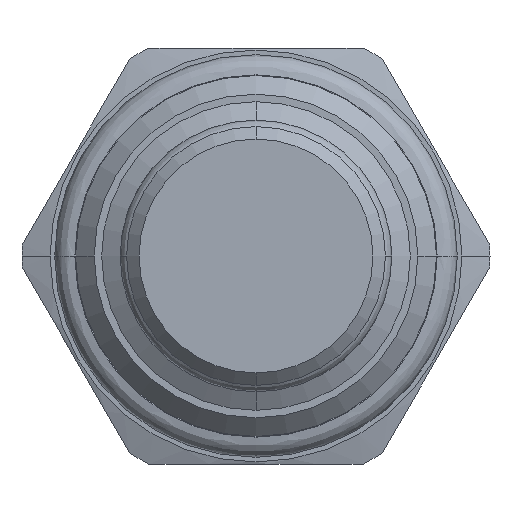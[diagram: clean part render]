
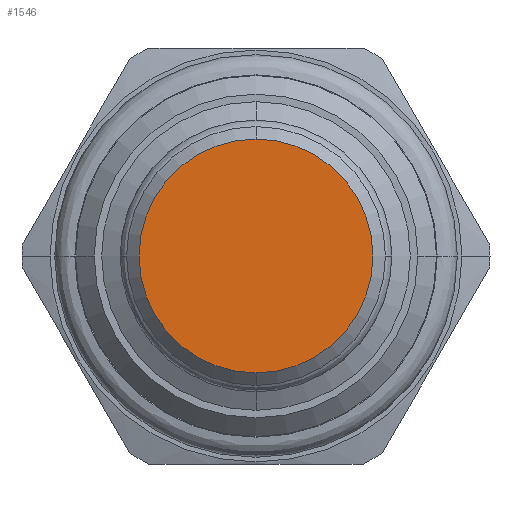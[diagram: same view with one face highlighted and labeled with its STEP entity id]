
A CAD part, front view. The second image highlights one B-rep face of the part: STEP entity #1546.
In plain terms, the highlighted planar face has unit normal (0, -1, 0).
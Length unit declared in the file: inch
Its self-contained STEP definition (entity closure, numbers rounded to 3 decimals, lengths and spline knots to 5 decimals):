
#284=CARTESIAN_POINT('',(0.,-1.2525,0.));
#285=DIRECTION('',(0.,1.,0.));
#286=DIRECTION('',(0.,0.,-1.));
#287=AXIS2_PLACEMENT_3D('',#284,#285,#286);
#294=CARTESIAN_POINT('',(0.,-1.2525,0.));
#295=DIRECTION('',(0.,1.,0.));
#296=DIRECTION('',(0.,0.,1.));
#297=AXIS2_PLACEMENT_3D('',#294,#295,#296);
#877=CARTESIAN_POINT('',(0.,-1.2525,-0.281));
#878=CARTESIAN_POINT('',(0.,-1.2525,0.281));
#879=VERTEX_POINT('',#877);
#880=VERTEX_POINT('',#878);
#1536=CARTESIAN_POINT('',(0.,-1.2525,0.));
#1537=DIRECTION('',(0.,-1.,0.));
#1538=DIRECTION('',(0.,0.,-1.));
#1539=AXIS2_PLACEMENT_3D('',#1536,#1537,#1538);
#1540=PLANE('',#1539);
#1542=ORIENTED_EDGE('',*,*,#1541,.T.);
#1543=ORIENTED_EDGE('',*,*,#1526,.T.);
#1544=EDGE_LOOP('',(#1542,#1543));
#1545=FACE_OUTER_BOUND('',#1544,.F.);
#1546=ADVANCED_FACE('',(#1545),#1540,.T.);
#288=CIRCLE('',#287,0.281);
#298=CIRCLE('',#297,0.281);
#1526=EDGE_CURVE('',#879,#880,#288,.T.);
#1541=EDGE_CURVE('',#880,#879,#298,.T.);
